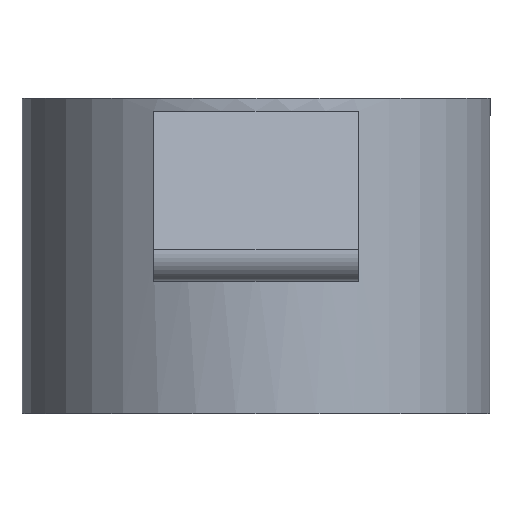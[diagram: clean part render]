
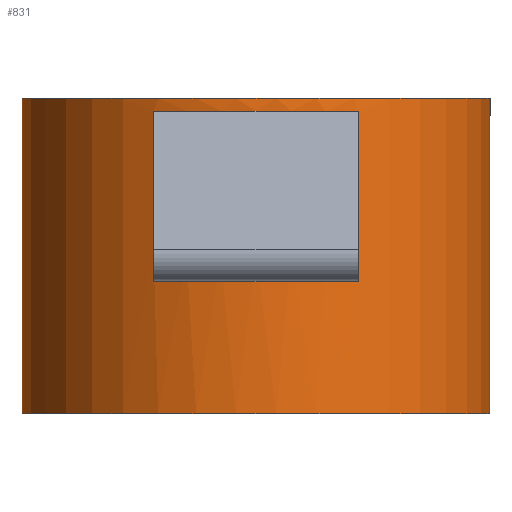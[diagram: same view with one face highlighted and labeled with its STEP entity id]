
A CAD part, front view. The second image highlights one B-rep face of the part: STEP entity #831.
In plain terms, the highlighted cylindrical face has radius 27.5 mm (diameter 55 mm), a partial arc.
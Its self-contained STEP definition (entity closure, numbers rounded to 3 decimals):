
#162=DIRECTION('',(0.,0.,1.));
#163=VECTOR('',#162,17.);
#164=CARTESIAN_POINT('',(-12.,-24.744,18.5));
#165=LINE('',#164,#163);
#166=CARTESIAN_POINT('',(0.,0.,18.5));
#167=DIRECTION('',(0.,0.,1.));
#168=DIRECTION('',(-0.436,-0.9,0.));
#169=AXIS2_PLACEMENT_3D('',#166,#167,#168);
#171=CARTESIAN_POINT('',(0.,0.,18.5));
#172=DIRECTION('',(0.,0.,1.));
#173=DIRECTION('',(0.,-1.,0.));
#174=AXIS2_PLACEMENT_3D('',#171,#172,#173);
#176=DIRECTION('',(0.,0.,1.));
#177=VECTOR('',#176,17.);
#178=CARTESIAN_POINT('',(12.,-24.744,18.5));
#179=LINE('',#178,#177);
#180=DIRECTION('',(0.,0.,1.));
#181=VECTOR('',#180,18.5);
#182=CARTESIAN_POINT('',(-3.5,27.276,18.5));
#183=LINE('',#182,#181);
#184=CARTESIAN_POINT('',(0.,0.,37.));
#185=DIRECTION('',(0.,0.,1.));
#186=DIRECTION('',(-0.127,0.992,0.));
#187=AXIS2_PLACEMENT_3D('',#184,#185,#186);
#189=DIRECTION('',(0.,0.,1.));
#190=VECTOR('',#189,18.5);
#191=CARTESIAN_POINT('',(3.5,27.276,18.5));
#192=LINE('',#191,#190);
#193=DIRECTION('',(0.,0.,1.));
#194=VECTOR('',#193,18.5);
#195=CARTESIAN_POINT('',(3.5,27.276,0.));
#196=LINE('',#195,#194);
#197=CARTESIAN_POINT('',(0.,0.,0.));
#198=DIRECTION('',(0.,0.,-1.));
#199=DIRECTION('',(0.127,0.992,0.));
#200=AXIS2_PLACEMENT_3D('',#197,#198,#199);
#202=DIRECTION('',(0.,0.,1.));
#203=VECTOR('',#202,18.5);
#204=CARTESIAN_POINT('',(-3.5,27.276,0.));
#205=LINE('',#204,#203);
#219=CARTESIAN_POINT('',(0.,0.,35.5));
#220=DIRECTION('',(0.,0.,1.));
#221=DIRECTION('',(-0.436,-0.9,0.));
#222=AXIS2_PLACEMENT_3D('',#219,#220,#221);
#471=CARTESIAN_POINT('',(-3.5,27.276,37.));
#472=VERTEX_POINT('',#471);
#477=CARTESIAN_POINT('',(3.5,27.276,0.));
#479=VERTEX_POINT('',#477);
#493=CARTESIAN_POINT('',(-12.,-24.744,18.5));
#494=CARTESIAN_POINT('',(-12.,-24.744,35.5));
#495=VERTEX_POINT('',#493);
#496=VERTEX_POINT('',#494);
#497=CARTESIAN_POINT('',(12.,-24.744,18.5));
#498=CARTESIAN_POINT('',(12.,-24.744,35.5));
#499=VERTEX_POINT('',#497);
#500=VERTEX_POINT('',#498);
#501=CARTESIAN_POINT('',(0.,-27.5,18.5));
#502=VERTEX_POINT('',#501);
#519=CARTESIAN_POINT('',(3.5,27.276,37.));
#520=VERTEX_POINT('',#519);
#521=CARTESIAN_POINT('',(3.5,27.276,18.5));
#522=VERTEX_POINT('',#521);
#533=CARTESIAN_POINT('',(-3.5,27.276,0.));
#534=VERTEX_POINT('',#533);
#535=CARTESIAN_POINT('',(-3.5,27.276,18.5));
#536=VERTEX_POINT('',#535);
#803=CARTESIAN_POINT('',(0.,0.,0.));
#804=DIRECTION('',(0.,0.,1.));
#805=DIRECTION('',(1.,0.,0.));
#806=AXIS2_PLACEMENT_3D('',#803,#804,#805);
#807=CYLINDRICAL_SURFACE('',#806,27.5);
#809=ORIENTED_EDGE('',*,*,#808,.T.);
#811=ORIENTED_EDGE('',*,*,#810,.T.);
#813=ORIENTED_EDGE('',*,*,#812,.F.);
#815=ORIENTED_EDGE('',*,*,#814,.F.);
#816=ORIENTED_EDGE('',*,*,#556,.T.);
#818=ORIENTED_EDGE('',*,*,#817,.T.);
#819=EDGE_LOOP('',(#809,#811,#813,#815,#816,#818));
#820=FACE_OUTER_BOUND('',#819,.F.);
#822=ORIENTED_EDGE('',*,*,#821,.F.);
#823=ORIENTED_EDGE('',*,*,#769,.T.);
#824=ORIENTED_EDGE('',*,*,#785,.T.);
#826=ORIENTED_EDGE('',*,*,#825,.T.);
#828=ORIENTED_EDGE('',*,*,#827,.F.);
#829=EDGE_LOOP('',(#822,#823,#824,#826,#828));
#830=FACE_BOUND('',#829,.F.);
#831=ADVANCED_FACE('',(#820,#830),#807,.T.);
#170=CIRCLE('',#169,27.5);
#175=CIRCLE('',#174,27.5);
#188=CIRCLE('',#187,27.5);
#201=CIRCLE('',#200,27.5);
#223=CIRCLE('',#222,27.5);
#556=EDGE_CURVE('',#479,#534,#201,.T.);
#769=EDGE_CURVE('',#495,#502,#170,.T.);
#785=EDGE_CURVE('',#502,#499,#175,.T.);
#808=EDGE_CURVE('',#536,#472,#183,.T.);
#810=EDGE_CURVE('',#472,#520,#188,.T.);
#812=EDGE_CURVE('',#522,#520,#192,.T.);
#814=EDGE_CURVE('',#479,#522,#196,.T.);
#817=EDGE_CURVE('',#534,#536,#205,.T.);
#821=EDGE_CURVE('',#495,#496,#165,.T.);
#825=EDGE_CURVE('',#499,#500,#179,.T.);
#827=EDGE_CURVE('',#496,#500,#223,.T.);
